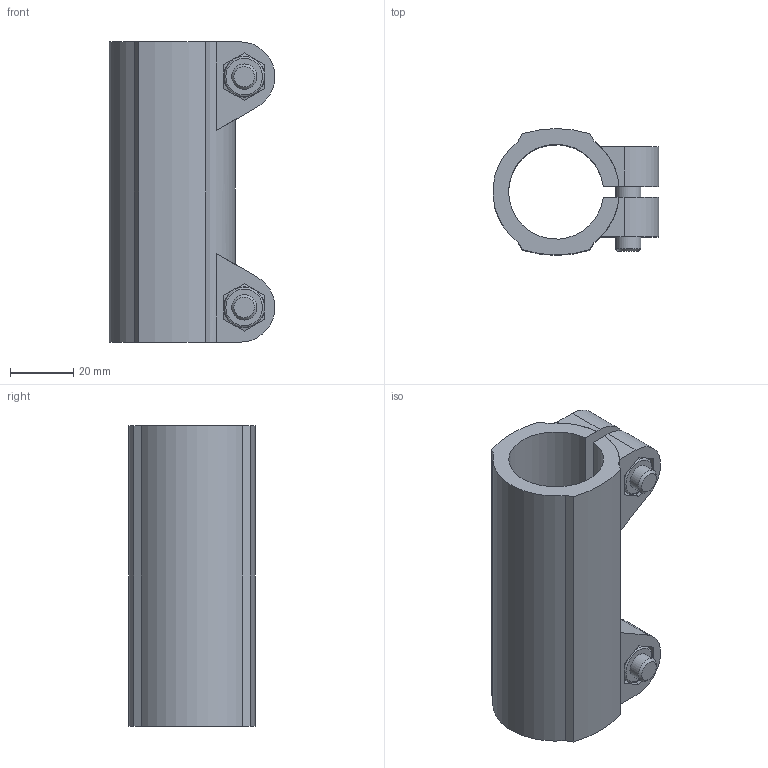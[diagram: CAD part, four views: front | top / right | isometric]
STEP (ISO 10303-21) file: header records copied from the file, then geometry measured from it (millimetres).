
FILE_DESCRIPTION( ( 'STEP AP214' ), '1' );
FILE_NAME( 'K0483.30.stp', '2020-12-08T10:25:47', ( '' ), ( '' ), ' ', 'PARTsolutions', ' ' );
FILE_SCHEMA( ( 'AUTOMOTIVE_DESIGN { 1 0 10303 214 1 1 1 1 }' ) );
Length unit declared in the file: millimetre
Products named in the file (1): _K0483.30
Bounding box: 52.43 x 40 x 95 mm (x, y, z)
Volume: 66875 mm3; surface area: 28947.7 mm2
Topology: 1 solids, 1 shells, 148 faces, 384 edges, 252 vertices
Faces by surface type: plane 82, cylinder 36, cone 26, torus 4
Full cylindrical faces by diameter (mm): 8 x4, 8.5 x4, 12.6 x2, 12.9 x2
Entity records: 5644 total; most frequent: CARTESIAN_POINT 927, ORIENTED_EDGE 716, DIRECTION 714, EDGE_CURVE 358, AXIS2_PLACEMENT_3D 255, VERTEX_POINT 244, LINE 204, VECTOR 204
